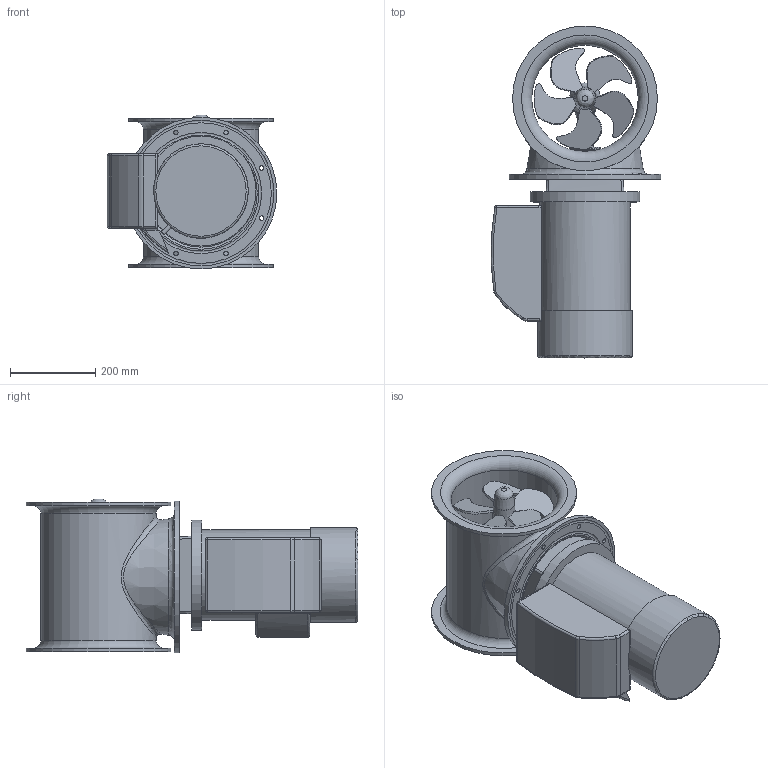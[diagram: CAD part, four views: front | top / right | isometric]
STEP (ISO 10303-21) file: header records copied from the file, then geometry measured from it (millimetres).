
FILE_DESCRIPTION(/* description */ (''),/* implementation_level */ '2;1');
FILE_NAME(/* name */ 'SE210 250mm STERN.stp',/* time_stamp */ '2015-12-03T09:25:03+01:00',/* author */ ('elvira'),/* organization */ (''),/* preprocessor_version */ 'ST-DEVELOPER v15.6',/* originating_system */ 'Autodesk Inventor 2015',/* authorisation */ '');
FILE_SCHEMA (('AUTOMOTIVE_DESIGN { 1 0 10303 214 3 1 1 }'));
Length unit declared in the file: millimetre
Products named in the file (1): SM-117846
Bounding box: 398.18 x 778.68 x 361 mm (x, y, z)
Volume: 28842870.1 mm3; surface area: 1701952.8 mm2
Topology: 2 solids, 2 shells, 250 faces, 615 edges, 388 vertices
Faces by surface type: bspline 95, cylinder 63, plane 61, torus 21, cone 10
Full cylindrical faces by diameter (mm): 10.5 x8, 11 x2, 12 x2, 23.5 x2, 73 x1, 212 x1, 222 x1, 250 x1, 258 x1, 270 x1, 339.865 x2, 356 x1
Entity records: 20946 total; most frequent: CARTESIAN_POINT 15636, ORIENTED_EDGE 1098, DIRECTION 828, EDGE_CURVE 549, VERTEX_POINT 366, AXIS2_PLACEMENT_3D 366, EDGE_LOOP 331, FACE_OUTER_BOUND 250
